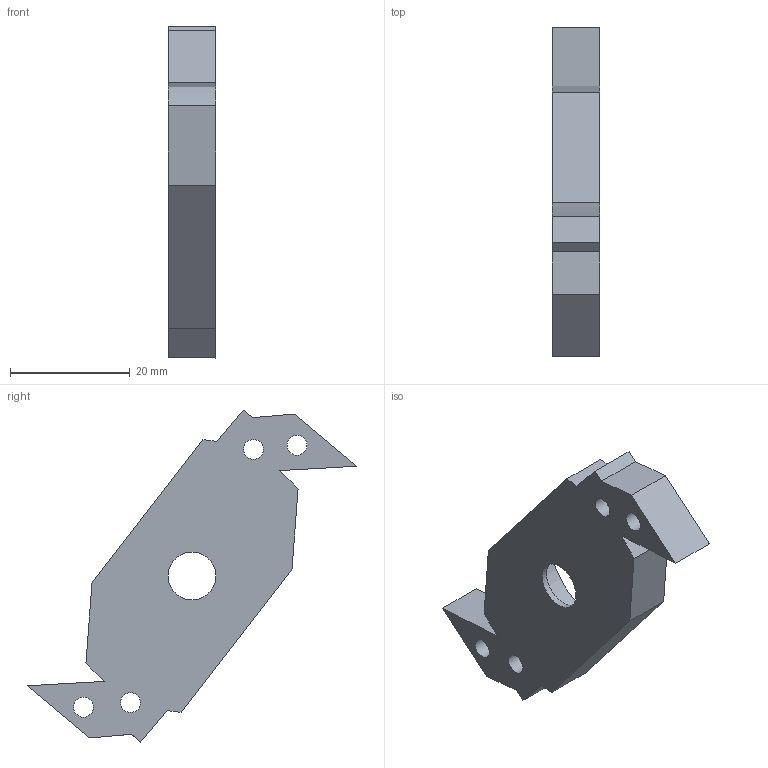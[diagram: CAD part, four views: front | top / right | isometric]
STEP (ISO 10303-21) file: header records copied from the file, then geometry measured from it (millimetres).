
FILE_DESCRIPTION(/* description */ (''),/* implementation_level */ '2;1');
FILE_NAME(/* name */ 'Arma (2).step',/* time_stamp */ '2025-09-02T12:58:48+01:00',/* author */ (''),/* organization */ (''),/* preprocessor_version */ 'ST-DEVELOPER v20.1',/* originating_system */ 'Autodesk Translation Framework v14.10.0.0',/* authorisation */ '');
FILE_SCHEMA (('AUTOMOTIVE_DESIGN { 1 0 10303 214 3 1 1 }'));
Length unit declared in the file: millimetre
Products named in the file (1): Arma (2)
Bounding box: 8 x 55.02 x 55.47 mm (x, y, z)
Volume: 7705.7 mm3; surface area: 4674 mm2
Topology: 1 solids, 1 shells, 27 faces, 72 edges, 48 vertices
Faces by surface type: plane 17, cylinder 10
Full cylindrical faces by diameter (mm): 3.332 x4, 8 x1, 20 x1
Entity records: 906 total; most frequent: DIRECTION 148, CARTESIAN_POINT 148, ORIENTED_EDGE 144, EDGE_CURVE 72, LINE 52, VECTOR 52, VERTEX_POINT 48, AXIS2_PLACEMENT_3D 48
